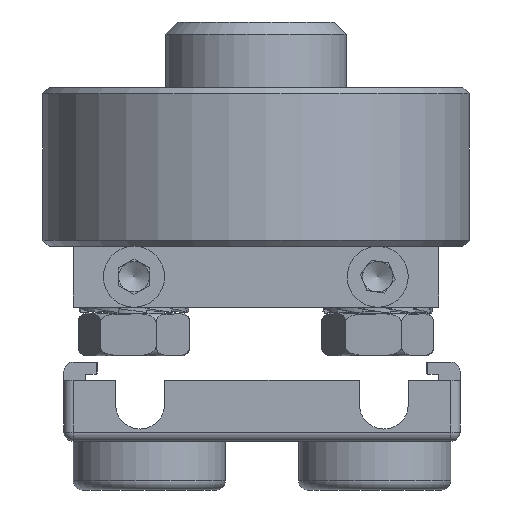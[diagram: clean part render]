
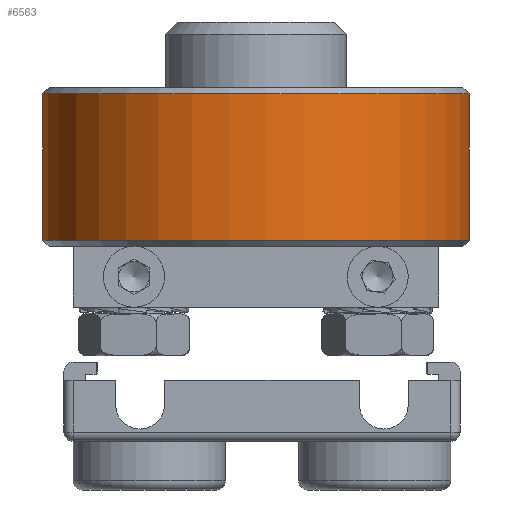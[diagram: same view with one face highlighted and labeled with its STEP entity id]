
A CAD part, front view. The second image highlights one B-rep face of the part: STEP entity #6563.
In plain terms, the highlighted cylindrical face has radius 35 mm (diameter 70 mm), a full revolution.
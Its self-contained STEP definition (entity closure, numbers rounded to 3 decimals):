
#315=CIRCLE('',#7051,35.);
#317=CIRCLE('',#7054,35.);
#831=FACE_OUTER_BOUND('',#1207,.T.);
#1207=EDGE_LOOP('',(#4563,#4564,#4565,#4566));
#1909=LINE('',#10295,#2294);
#2294=VECTOR('',#8229,35.);
#2675=VERTEX_POINT('',#10288);
#2677=VERTEX_POINT('',#10294);
#3397=EDGE_CURVE('',#2675,#2675,#315,.T.);
#3400=EDGE_CURVE('',#2675,#2677,#1909,.T.);
#3401=EDGE_CURVE('',#2677,#2677,#317,.T.);
#4563=ORIENTED_EDGE('',*,*,#3397,.F.);
#4564=ORIENTED_EDGE('',*,*,#3400,.T.);
#4565=ORIENTED_EDGE('',*,*,#3401,.F.);
#4566=ORIENTED_EDGE('',*,*,#3400,.F.);
#6054=CYLINDRICAL_SURFACE('',#7053,35.);
#6563=ADVANCED_FACE('',(#831),#6054,.T.);
#7051=AXIS2_PLACEMENT_3D('',#10289,#8222,#8223);
#7053=AXIS2_PLACEMENT_3D('',#10293,#8227,#8228);
#7054=AXIS2_PLACEMENT_3D('',#10296,#8230,#8231);
#8222=DIRECTION('center_axis',(0.,0.,
1.));
#8223=DIRECTION('ref_axis',(-0.999,-0.045,0.));
#8227=DIRECTION('center_axis',(0.,0.,
1.));
#8228=DIRECTION('ref_axis',(-0.999,-0.045,0.));
#8229=DIRECTION('',(0.,0.,-1.));
#8230=DIRECTION('center_axis',(0.,0.,
-1.));
#8231=DIRECTION('ref_axis',(-0.999,-0.045,0.));
#10288=CARTESIAN_POINT('',(115.807,-53.41,64.821));
#10289=CARTESIAN_POINT('Origin',(80.843,-54.995,64.821));
#10293=CARTESIAN_POINT('Origin',(80.843,-54.995,39.821));
#10294=CARTESIAN_POINT('',(115.807,-53.41,40.821));
#10295=CARTESIAN_POINT('',(115.807,-53.41,39.821));
#10296=CARTESIAN_POINT('Origin',(80.843,-54.995,40.821));
